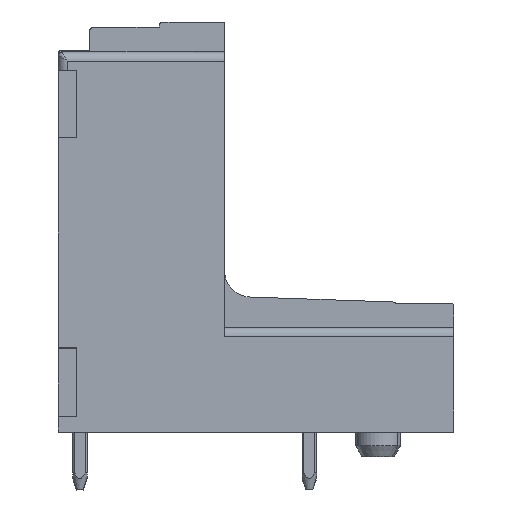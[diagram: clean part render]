
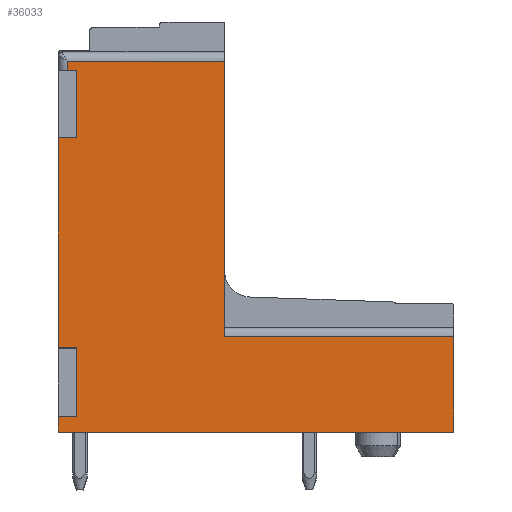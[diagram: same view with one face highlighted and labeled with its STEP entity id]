
A CAD part, left-side view. The second image highlights one B-rep face of the part: STEP entity #36033.
In plain terms, the highlighted planar face has unit normal (-1, 0, 0).
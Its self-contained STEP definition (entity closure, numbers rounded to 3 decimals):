
#36015=AXIS2_PLACEMENT_3D('Plane Axis2P3D',#36012,#36013,#36014) ;
#150=CARTESIAN_POINT('Vertex',(0.,21.9,3.2)) ;
#894=CARTESIAN_POINT('Vertex',(0.,0.,3.2)) ;
#897=CARTESIAN_POINT('Line Origine',(0.,10.95,3.2)) ;
#1264=CARTESIAN_POINT('Line Origine',(0.,21.9,3.635)) ;
#1268=CARTESIAN_POINT('Vertex',(0.,21.9,4.07)) ;
#1338=CARTESIAN_POINT('Vertex',(0.,21.9,7.89)) ;
#1341=CARTESIAN_POINT('Line Origine',(0.,21.9,13.695)) ;
#1345=CARTESIAN_POINT('Vertex',(0.,21.9,19.5)) ;
#2452=CARTESIAN_POINT('Vertex',(0.,12.7,23.74)) ;
#2455=CARTESIAN_POINT('Line Origine',(0.,12.7,16.12)) ;
#2459=CARTESIAN_POINT('Vertex',(0.,12.7,8.5)) ;
#4552=CARTESIAN_POINT('Vertex',(0.,0.,8.5)) ;
#4555=CARTESIAN_POINT('Line Origine',(0.,0.,5.85)) ;
#15824=CARTESIAN_POINT('Vertex',(0.,21.4,23.74)) ;
#28825=CARTESIAN_POINT('Line Origine',(0.,21.4,13.72)) ;
#28829=CARTESIAN_POINT('Vertex',(0.,21.4,23.24)) ;
#28849=CARTESIAN_POINT('Line Origine',(0.,10.95,23.74)) ;
#28861=CARTESIAN_POINT('Line Origine',(0.,21.4,4.07)) ;
#28865=CARTESIAN_POINT('Vertex',(0.,20.9,4.07)) ;
#28883=CARTESIAN_POINT('Line Origine',(0.,20.9,5.98)) ;
#28887=CARTESIAN_POINT('Vertex',(0.,20.9,7.89)) ;
#28902=CARTESIAN_POINT('Line Origine',(0.,21.4,7.89)) ;
#28914=CARTESIAN_POINT('Line Origine',(0.,21.4,19.5)) ;
#28918=CARTESIAN_POINT('Vertex',(0.,20.9,19.5)) ;
#28936=CARTESIAN_POINT('Line Origine',(0.,20.9,21.37)) ;
#28940=CARTESIAN_POINT('Vertex',(0.,20.9,23.24)) ;
#28955=CARTESIAN_POINT('Line Origine',(0.,21.15,23.24)) ;
#35432=CARTESIAN_POINT('Line Origine',(0.,10.95,8.5)) ;
#36012=CARTESIAN_POINT('Axis2P3D Location',(0.,0.,0.)) ;
#898=DIRECTION('Vector Direction',(0.,1.,0.)) ;
#1265=DIRECTION('Vector Direction',(0.,0.,1.)) ;
#1342=DIRECTION('Vector Direction',(0.,0.,1.)) ;
#2456=DIRECTION('Vector Direction',(0.,0.,-1.)) ;
#4556=DIRECTION('Vector Direction',(0.,0.,-1.)) ;
#28826=DIRECTION('Vector Direction',(0.,0.,-1.)) ;
#28850=DIRECTION('Vector Direction',(0.,-1.,0.)) ;
#28862=DIRECTION('Vector Direction',(0.,-1.,0.)) ;
#28884=DIRECTION('Vector Direction',(0.,0.,-1.)) ;
#28903=DIRECTION('Vector Direction',(0.,1.,0.)) ;
#28915=DIRECTION('Vector Direction',(0.,-1.,0.)) ;
#28937=DIRECTION('Vector Direction',(0.,0.,-1.)) ;
#28956=DIRECTION('Vector Direction',(0.,1.,0.)) ;
#35433=DIRECTION('Vector Direction',(0.,-1.,0.)) ;
#36013=DIRECTION('Axis2P3D Direction',(-1.,0.,0.)) ;
#36014=DIRECTION('Axis2P3D XDirection',(0.,-1.,0.)) ;
#899=VECTOR('Line Direction',#898,1.) ;
#1266=VECTOR('Line Direction',#1265,1.) ;
#1343=VECTOR('Line Direction',#1342,1.) ;
#2457=VECTOR('Line Direction',#2456,1.) ;
#4557=VECTOR('Line Direction',#4556,1.) ;
#28827=VECTOR('Line Direction',#28826,1.) ;
#28851=VECTOR('Line Direction',#28850,1.) ;
#28863=VECTOR('Line Direction',#28862,1.) ;
#28885=VECTOR('Line Direction',#28884,1.) ;
#28904=VECTOR('Line Direction',#28903,1.) ;
#28916=VECTOR('Line Direction',#28915,1.) ;
#28938=VECTOR('Line Direction',#28937,1.) ;
#28957=VECTOR('Line Direction',#28956,1.) ;
#35434=VECTOR('Line Direction',#35433,1.) ;
#36018=ORIENTED_EDGE('',*,*,#28959,.T.) ;
#36019=ORIENTED_EDGE('',*,*,#28942,.T.) ;
#36020=ORIENTED_EDGE('',*,*,#28920,.T.) ;
#36021=ORIENTED_EDGE('',*,*,#1347,.T.) ;
#36022=ORIENTED_EDGE('',*,*,#28906,.T.) ;
#36023=ORIENTED_EDGE('',*,*,#28889,.T.) ;
#36024=ORIENTED_EDGE('',*,*,#28867,.T.) ;
#36025=ORIENTED_EDGE('',*,*,#1270,.T.) ;
#36026=ORIENTED_EDGE('',*,*,#901,.T.) ;
#36027=ORIENTED_EDGE('',*,*,#4559,.T.) ;
#36028=ORIENTED_EDGE('',*,*,#35436,.T.) ;
#36029=ORIENTED_EDGE('',*,*,#2461,.F.) ;
#36030=ORIENTED_EDGE('',*,*,#28853,.T.) ;
#36031=ORIENTED_EDGE('',*,*,#28831,.T.) ;
#36033=ADVANCED_FACE('HOUSING',(#36032),#36016,.T.) ;
#901=EDGE_CURVE('',#151,#895,#900,.F.) ;
#1270=EDGE_CURVE('',#1269,#151,#1267,.F.) ;
#1347=EDGE_CURVE('',#1346,#1339,#1344,.F.) ;
#2461=EDGE_CURVE('',#2453,#2460,#2458,.T.) ;
#4559=EDGE_CURVE('',#895,#4553,#4558,.F.) ;
#28831=EDGE_CURVE('',#15825,#28830,#28828,.T.) ;
#28853=EDGE_CURVE('',#2453,#15825,#28852,.F.) ;
#28867=EDGE_CURVE('',#28866,#1269,#28864,.F.) ;
#28889=EDGE_CURVE('',#28888,#28866,#28886,.T.) ;
#28906=EDGE_CURVE('',#1339,#28888,#28905,.F.) ;
#28920=EDGE_CURVE('',#28919,#1346,#28917,.F.) ;
#28942=EDGE_CURVE('',#28941,#28919,#28939,.T.) ;
#28959=EDGE_CURVE('',#28830,#28941,#28958,.F.) ;
#35436=EDGE_CURVE('',#4553,#2460,#35435,.F.) ;
#36017=EDGE_LOOP('',(#36018,#36019,#36020,#36021,#36022,#36023,#36024,#36025,#36026,#36027,#36028,#36029,#36030,#36031)) ;
#36032=FACE_OUTER_BOUND('',#36017,.T.) ;
#900=LINE('Line',#897,#899) ;
#1267=LINE('Line',#1264,#1266) ;
#1344=LINE('Line',#1341,#1343) ;
#2458=LINE('Line',#2455,#2457) ;
#4558=LINE('Line',#4555,#4557) ;
#28828=LINE('Line',#28825,#28827) ;
#28852=LINE('Line',#28849,#28851) ;
#28864=LINE('Line',#28861,#28863) ;
#28886=LINE('Line',#28883,#28885) ;
#28905=LINE('Line',#28902,#28904) ;
#28917=LINE('Line',#28914,#28916) ;
#28939=LINE('Line',#28936,#28938) ;
#28958=LINE('Line',#28955,#28957) ;
#35435=LINE('Line',#35432,#35434) ;
#36016=PLANE('',#36015) ;
#151=VERTEX_POINT('',#150) ;
#895=VERTEX_POINT('',#894) ;
#1269=VERTEX_POINT('',#1268) ;
#1339=VERTEX_POINT('',#1338) ;
#1346=VERTEX_POINT('',#1345) ;
#2453=VERTEX_POINT('',#2452) ;
#2460=VERTEX_POINT('',#2459) ;
#4553=VERTEX_POINT('',#4552) ;
#15825=VERTEX_POINT('',#15824) ;
#28830=VERTEX_POINT('',#28829) ;
#28866=VERTEX_POINT('',#28865) ;
#28888=VERTEX_POINT('',#28887) ;
#28919=VERTEX_POINT('',#28918) ;
#28941=VERTEX_POINT('',#28940) ;
